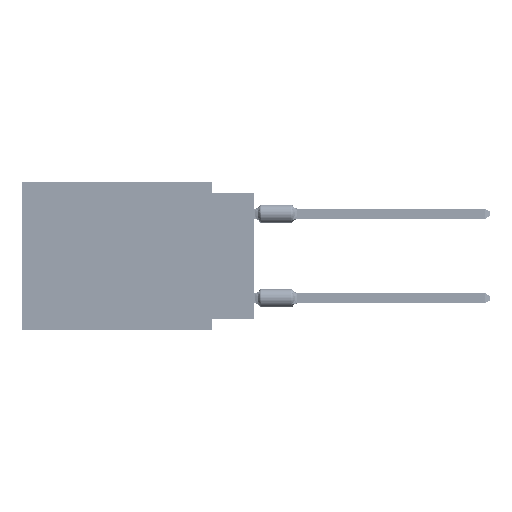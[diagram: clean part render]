
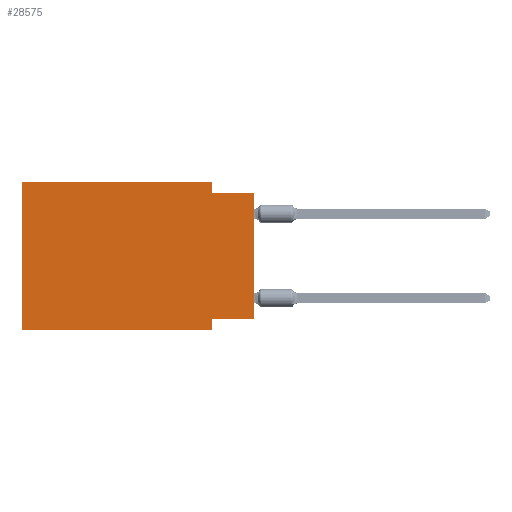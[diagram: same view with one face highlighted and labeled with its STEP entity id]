
A CAD part, left-side view. The second image highlights one B-rep face of the part: STEP entity #28575.
In plain terms, the highlighted planar face has unit normal (-1, 0, 0).
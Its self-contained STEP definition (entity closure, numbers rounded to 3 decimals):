
#1414 = ORIENTED_EDGE ( 'NONE', *, *, #76432, .F. ) ;
#1764 = VECTOR ( 'NONE', #10918, 1000. ) ;
#2112 = LINE ( 'NONE', #57930, #19490 ) ;
#3238 = LINE ( 'NONE', #45327, #36194 ) ;
#4968 = EDGE_CURVE ( 'NONE', #63701, #60352, #73307, .T. ) ;
#6308 = LINE ( 'NONE', #41938, #29624 ) ;
#7219 = DIRECTION ( 'NONE',  ( 1., 0., 0. ) ) ;
#9193 = EDGE_CURVE ( 'NONE', #44061, #54329, #6308, .T. ) ;
#9289 = DIRECTION ( 'NONE',  ( 0., 0., -1. ) ) ;
#9550 = DIRECTION ( 'NONE',  ( 0., -1., 0. ) ) ;
#9775 = EDGE_CURVE ( 'NONE', #41063, #54329, #3238, .T. ) ;
#10918 = DIRECTION ( 'NONE',  ( 0., 0., 1. ) ) ;
#14286 = LINE ( 'NONE', #32909, #78375 ) ;
#17065 = VERTEX_POINT ( 'NONE', #24661 ) ;
#19490 = VECTOR ( 'NONE', #56740, 1000. ) ;
#21665 = AXIS2_PLACEMENT_3D ( 'NONE', #68691, #7219, #75546 ) ;
#21862 = CARTESIAN_POINT ( 'NONE',  ( 0., 13.97, 0. ) ) ;
#23545 = CARTESIAN_POINT ( 'NONE',  ( 0., 2.54, 0. ) ) ;
#24661 = CARTESIAN_POINT ( 'NONE',  ( 0., 0., -0.635 ) ) ;
#24662 = CARTESIAN_POINT ( 'NONE',  ( 0., 13.97, -8.89 ) ) ;
#25433 = FACE_OUTER_BOUND ( 'NONE', #38075, .T. ) ;
#25485 = ORIENTED_EDGE ( 'NONE', *, *, #9775, .F. ) ;
#25568 = CARTESIAN_POINT ( 'NONE',  ( 0., 2.54, -8.89 ) ) ;
#27404 = CARTESIAN_POINT ( 'NONE',  ( 0., 2.54, -0.635 ) ) ;
#28575 = ADVANCED_FACE ( 'NONE', ( #25433 ), #50105, .F. ) ;
#28913 = ORIENTED_EDGE ( 'NONE', *, *, #39887, .F. ) ;
#29624 = VECTOR ( 'NONE', #60930, 1000. ) ;
#29951 = CARTESIAN_POINT ( 'NONE',  ( 0., 0., 0. ) ) ;
#32909 = CARTESIAN_POINT ( 'NONE',  ( 0., 0., -8.255 ) ) ;
#33425 = LINE ( 'NONE', #39093, #59732 ) ;
#36194 = VECTOR ( 'NONE', #9289, 1000. ) ;
#36465 = VERTEX_POINT ( 'NONE', #50499 ) ;
#38075 = EDGE_LOOP ( 'NONE', ( #67384, #50068, #45766, #28913, #1414, #71191, #25485, #56637 ) ) ;
#39093 = CARTESIAN_POINT ( 'NONE',  ( 0., 13.97, 0. ) ) ;
#39887 = EDGE_CURVE ( 'NONE', #36465, #63701, #33425, .T. ) ;
#41063 = VERTEX_POINT ( 'NONE', #57312 ) ;
#41938 = CARTESIAN_POINT ( 'NONE',  ( 0., 13.97, -8.89 ) ) ;
#44061 = VERTEX_POINT ( 'NONE', #24662 ) ;
#45117 = CARTESIAN_POINT ( 'NONE',  ( 0., 0., -8.255 ) ) ;
#45327 = CARTESIAN_POINT ( 'NONE',  ( 0., 2.54, -8.89 ) ) ;
#45766 = ORIENTED_EDGE ( 'NONE', *, *, #4968, .F. ) ;
#46252 = EDGE_CURVE ( 'NONE', #69877, #41063, #14286, .T. ) ;
#50068 = ORIENTED_EDGE ( 'NONE', *, *, #71514, .F. ) ;
#50105 = PLANE ( 'NONE',  #21665 ) ;
#50499 = CARTESIAN_POINT ( 'NONE',  ( 0., 13.97, 0. ) ) ;
#54329 = VERTEX_POINT ( 'NONE', #25568 ) ;
#54534 = EDGE_CURVE ( 'NONE', #69877, #17065, #65974, .T. ) ;
#56637 = ORIENTED_EDGE ( 'NONE', *, *, #46252, .F. ) ;
#56740 = DIRECTION ( 'NONE',  ( 0., -1., 0. ) ) ;
#57312 = CARTESIAN_POINT ( 'NONE',  ( 0., 2.54, -8.255 ) ) ;
#57930 = CARTESIAN_POINT ( 'NONE',  ( 0., 0., -0.635 ) ) ;
#57971 = DIRECTION ( 'NONE',  ( 0., 1., 0. ) ) ;
#59510 = DIRECTION ( 'NONE',  ( 0., 0., 1. ) ) ;
#59732 = VECTOR ( 'NONE', #9550, 1000. ) ;
#60352 = VERTEX_POINT ( 'NONE', #27404 ) ;
#60930 = DIRECTION ( 'NONE',  ( 0., -1., 0. ) ) ;
#63701 = VERTEX_POINT ( 'NONE', #23545 ) ;
#64644 = VECTOR ( 'NONE', #59510, 1000. ) ;
#65974 = LINE ( 'NONE', #29951, #64644 ) ;
#66859 = DIRECTION ( 'NONE',  ( 0., 0., -1. ) ) ;
#67384 = ORIENTED_EDGE ( 'NONE', *, *, #54534, .T. ) ;
#68063 = CARTESIAN_POINT ( 'NONE',  ( 0., 2.54, 0. ) ) ;
#68691 = CARTESIAN_POINT ( 'NONE',  ( 0., 13.97, 0. ) ) ;
#69034 = VECTOR ( 'NONE', #66859, 1000. ) ;
#69877 = VERTEX_POINT ( 'NONE', #45117 ) ;
#71191 = ORIENTED_EDGE ( 'NONE', *, *, #9193, .T. ) ;
#71514 = EDGE_CURVE ( 'NONE', #60352, #17065, #2112, .T. ) ;
#71999 = LINE ( 'NONE', #21862, #1764 ) ;
#73307 = LINE ( 'NONE', #68063, #69034 ) ;
#75546 = DIRECTION ( 'NONE',  ( 0., 0., -1. ) ) ;
#76432 = EDGE_CURVE ( 'NONE', #44061, #36465, #71999, .T. ) ;
#78375 = VECTOR ( 'NONE', #57971, 1000. ) ;
